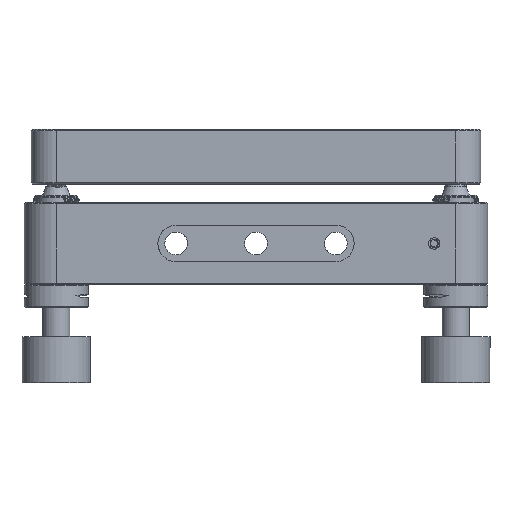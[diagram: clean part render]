
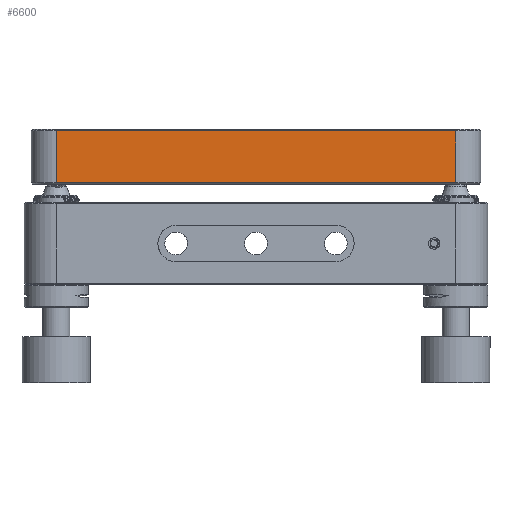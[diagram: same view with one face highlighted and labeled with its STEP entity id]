
A CAD part, front view. The second image highlights one B-rep face of the part: STEP entity #6600.
In plain terms, the highlighted planar face has unit normal (0, 1, 0).
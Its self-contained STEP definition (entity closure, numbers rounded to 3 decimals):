
#1784 = VECTOR ( 'NONE', #11663, 1000. ) ;
#1982 = EDGE_CURVE ( 'NONE', #3090, #11730, #2381, .T. ) ;
#2381 = LINE ( 'NONE', #6272, #1784 ) ;
#2725 = VECTOR ( 'NONE', #13646, 1000. ) ;
#2764 = CARTESIAN_POINT ( 'NONE',  ( -49.3, -49.3, 24.7 ) ) ;
#3009 = ORIENTED_EDGE ( 'NONE', *, *, #12076, .T. ) ;
#3090 = VERTEX_POINT ( 'NONE', #14503 ) ;
#4397 = DIRECTION ( 'NONE',  ( -1., 0., 0. ) ) ;
#4552 = EDGE_LOOP ( 'NONE', ( #11738, #6425, #3009, #5992 ) ) ;
#4737 = DIRECTION ( 'NONE',  ( 0., 1., 0. ) ) ;
#5992 = ORIENTED_EDGE ( 'NONE', *, *, #13594, .F. ) ;
#6272 = CARTESIAN_POINT ( 'NONE',  ( -43.8, -49.3, 13. ) ) ;
#6425 = ORIENTED_EDGE ( 'NONE', *, *, #8574, .T. ) ;
#6600 = ADVANCED_FACE ( 'NONE', ( #6956 ), #16088, .T. ) ;
#6956 = FACE_OUTER_BOUND ( 'NONE', #4552, .T. ) ;
#7211 = CARTESIAN_POINT ( 'NONE',  ( -49.3, -49.3, 13. ) ) ;
#7413 = DIRECTION ( 'NONE',  ( 0., 0., -1. ) ) ;
#8214 = VERTEX_POINT ( 'NONE', #10167 ) ;
#8574 = EDGE_CURVE ( 'NONE', #11730, #11883, #16136, .T. ) ;
#10167 = CARTESIAN_POINT ( 'NONE',  ( 43.8, -49.3, 13.3 ) ) ;
#10468 = CARTESIAN_POINT ( 'NONE',  ( 43.8, -49.3, 24.7 ) ) ;
#10890 = AXIS2_PLACEMENT_3D ( 'NONE', #7211, #4737, #4397 ) ;
#11485 = CARTESIAN_POINT ( 'NONE',  ( 43.8, -49.3, 13. ) ) ;
#11572 = LINE ( 'NONE', #11485, #15522 ) ;
#11663 = DIRECTION ( 'NONE',  ( 0., 0., 1. ) ) ;
#11730 = VERTEX_POINT ( 'NONE', #15685 ) ;
#11738 = ORIENTED_EDGE ( 'NONE', *, *, #1982, .T. ) ;
#11858 = LINE ( 'NONE', #13007, #15230 ) ;
#11883 = VERTEX_POINT ( 'NONE', #10468 ) ;
#12076 = EDGE_CURVE ( 'NONE', #11883, #8214, #11572, .T. ) ;
#13007 = CARTESIAN_POINT ( 'NONE',  ( 0., -49.3, 13.3 ) ) ;
#13594 = EDGE_CURVE ( 'NONE', #3090, #8214, #11858, .T. ) ;
#13646 = DIRECTION ( 'NONE',  ( 1., 0., 0. ) ) ;
#14503 = CARTESIAN_POINT ( 'NONE',  ( -43.8, -49.3, 13.3 ) ) ;
#15230 = VECTOR ( 'NONE', #17269, 1000. ) ;
#15522 = VECTOR ( 'NONE', #7413, 1000. ) ;
#15685 = CARTESIAN_POINT ( 'NONE',  ( -43.8, -49.3, 24.7 ) ) ;
#16088 = PLANE ( 'NONE',  #10890 ) ;
#16136 = LINE ( 'NONE', #2764, #2725 ) ;
#17269 = DIRECTION ( 'NONE',  ( 1., 0., 0. ) ) ;
